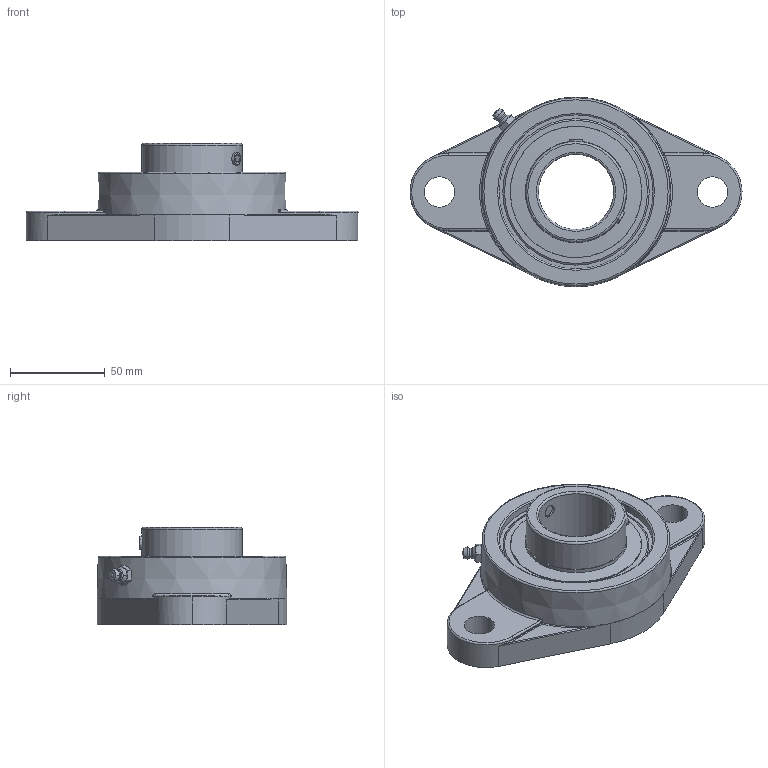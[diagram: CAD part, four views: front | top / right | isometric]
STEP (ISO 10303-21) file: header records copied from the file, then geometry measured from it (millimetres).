
FILE_DESCRIPTION(('HOOPS Exchange Step'),'2;1');
FILE_NAME('export-C2180AEE-7673-4B6E-B8D6-94C120D1AFD3.stp','2019-12-13T08:26:30-08:00',('ibuslach'),('Alibre'),'HOOPS Exchange 2019.2','Alibre','Unknown authorisation');
FILE_SCHEMA( ('AP242_MANAGED_MODEL_BASED_3D_ENGINEERING_MIM_LF {1 0 10303 442 1 1 4 }') );
Length unit declared in the file: centimetre
Products named in the file (7): UCP ZERK 6mm; MRN SFL 208; SUC 208-25 RACES; SUC 208 SHIELD; SUC 208 SS; MRN SUC 208-25; MRN SUCFL 208-25
Assembly tree (8 placements, depth 3):
  MRN SUCFL 208-25
    UCP ZERK 6mm
    MRN SFL 208
    MRN SUC 208-25
      SUC 208-25 RACES
      SUC 208 SHIELD  x2
      SUC 208 SS  x2
Bounding box: 175 x 100 x 51.2 mm (x, y, z)
Volume: 218555.3 mm3; surface area: 72945.6 mm2
Topology: 8 solids, 8 shells, 194 faces, 494 edges, 309 vertices
Faces by surface type: plane 64, cylinder 52, torus 26, bspline 24, cone 19, sphere 9
Full cylindrical faces by diameter (mm): 1.505 x2, 5.994 x1, 6 x1, 6.782 x4, 16 x2, 39.688 x1, 52.832 x3, 53.594 x2, 69.215 x3, 81.195 x1, 83.195 x1
Entity records: 14464 total; most frequent: CARTESIAN_POINT 10097, DIRECTION 897, ORIENTED_EDGE 878, EDGE_CURVE 439, AXIS2_PLACEMENT_3D 381, VERTEX_POINT 278, CIRCLE 207, EDGE_LOOP 201
